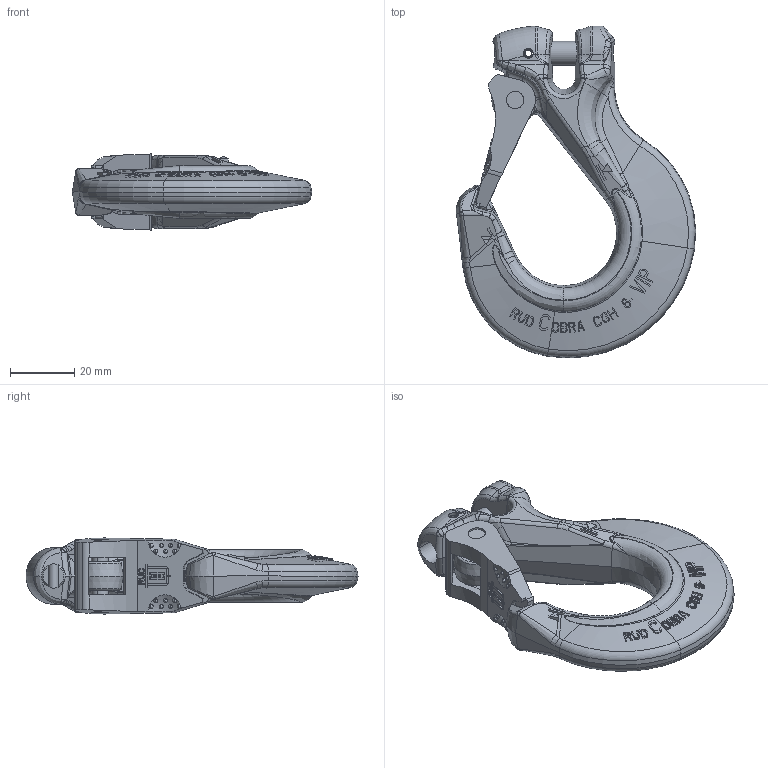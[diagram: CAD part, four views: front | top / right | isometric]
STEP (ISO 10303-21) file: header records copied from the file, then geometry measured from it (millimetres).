
FILE_DESCRIPTION((''),'2;1');
FILE_NAME('001-M31665-P-2_ASM','2004-10-20T',('Haas'),(''),'PRO/ENGINEER BY PARAMETRIC TECHNOLOGY CORPORATION, 2003450','PRO/ENGINEER BY PARAMETRIC TECHNOLOGY CORPORATION, 2003450','');
FILE_SCHEMA(('CONFIG_CONTROL_DESIGN'));
Length unit declared in the file: millimetre
Products named in the file (5): 001-M31665-P-2; 001-M31048-V07; 001-M31047-V02; 001-M31665-P-3; 001-M31665-P-2_ASM
Assembly tree (4 placements, depth 2):
  001-M31665-P-2_ASM
    001-M31665-P-2
    001-M31048-V07
    001-M31047-V02
    001-M31665-P-3
Bounding box: 74.33 x 103.07 x 23.6 mm (x, y, z)
Volume: 47829 mm3; surface area: 16961.8 mm2
Topology: 4 solids, 4 shells, 1485 faces, 3993 edges, 2541 vertices
Faces by surface type: plane 927, bspline 232, cylinder 132, cone 68, extrusion 48, torus 40, sphere 38
Entity records: 61382 total; most frequent: CARTESIAN_POINT 27839, ORIENTED_EDGE 7930, DIRECTION 5413, EDGE_CURVE 3965, VERTEX_POINT 2541, VECTOR 1999, LINE 1951, AXIS2_PLACEMENT_3D 1707
